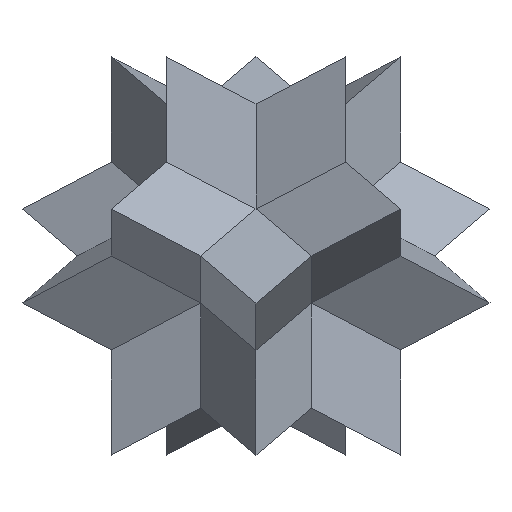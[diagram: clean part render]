
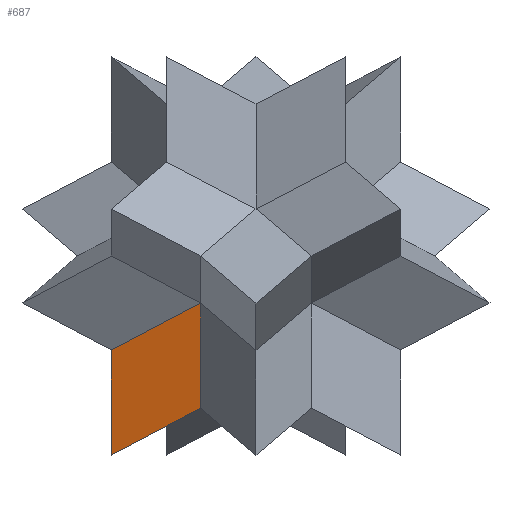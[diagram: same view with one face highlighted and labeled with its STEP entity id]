
A CAD part, front view. The second image highlights one B-rep face of the part: STEP entity #687.
In plain terms, the highlighted free-form (B-spline) face has degree [3, 3] with [4, 4] control points.
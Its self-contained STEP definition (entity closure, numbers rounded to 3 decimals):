
#33 = EDGE_CURVE ( 'NONE', #250, #223, #935, .T. ) ;
#76 = EDGE_CURVE ( 'NONE', #250, #617, #1568, .T. ) ;
#79 = CARTESIAN_POINT ( 'NONE',  ( -22.92, -11.312, -29.615 ) ) ;
#88 = ORIENTED_EDGE ( 'NONE', *, *, #76, .F. ) ;
#167 = B_SPLINE_SURFACE_WITH_KNOTS ( 'NONE', 3, 3, ( 
 ( #2049, #1508, #1165, #295 ),
 ( #255, #1352, #79, #960 ),
 ( #469, #2062, #443, #431 ),
 ( #456, #773, #418, #1328 ) ),
 .UNSPECIFIED., .F., .F., .F.,
 ( 4, 4 ),
 ( 4, 4 ),
 ( 0., 1. ),
 ( 0., 1. ),
 .UNSPECIFIED. ) ;
#223 = VERTEX_POINT ( 'NONE', #906 ) ;
#248 = CARTESIAN_POINT ( 'NONE',  ( -11.026, -15.177, -9.38 ) ) ;
#250 = VERTEX_POINT ( 'NONE', #519 ) ;
#255 = CARTESIAN_POINT ( 'NONE',  ( -22.92, -11.312, -15.633 ) ) ;
#261 = CARTESIAN_POINT ( 'NONE',  ( -16.973, -13.244, -12.506 ) ) ;
#285 = CARTESIAN_POINT ( 'NONE',  ( -11.026, -15.177, -30.353 ) ) ;
#295 = CARTESIAN_POINT ( 'NONE',  ( -28.868, -9.38, -39.733 ) ) ;
#347 = CARTESIAN_POINT ( 'NONE',  ( -11.026, -15.177, -30.353 ) ) ;
#418 = CARTESIAN_POINT ( 'NONE',  ( -11.026, -15.177, -23.362 ) ) ;
#431 = CARTESIAN_POINT ( 'NONE',  ( -16.973, -13.244, -33.48 ) ) ;
#443 = CARTESIAN_POINT ( 'NONE',  ( -16.973, -13.244, -26.488 ) ) ;
#456 = CARTESIAN_POINT ( 'NONE',  ( -11.026, -15.177, -9.38 ) ) ;
#469 = CARTESIAN_POINT ( 'NONE',  ( -16.973, -13.244, -12.506 ) ) ;
#519 = CARTESIAN_POINT ( 'NONE',  ( -11.026, -15.177, -9.38 ) ) ;
#551 = EDGE_CURVE ( 'NONE', #223, #794, #696, .T. ) ;
#568 = CARTESIAN_POINT ( 'NONE',  ( -11.026, -15.177, -30.353 ) ) ;
#582 = CARTESIAN_POINT ( 'NONE',  ( -11.026, -15.177, -23.362 ) ) ;
#603 = CARTESIAN_POINT ( 'NONE',  ( -28.868, -9.38, -39.733 ) ) ;
#617 = VERTEX_POINT ( 'NONE', #285 ) ;
#654 = ORIENTED_EDGE ( 'NONE', *, *, #33, .T. ) ;
#687 = ADVANCED_FACE ( 'NONE', ( #2074 ), #167, .F. ) ;
#696 = B_SPLINE_CURVE_WITH_KNOTS ( 'NONE', 3,
 ( #2012, #1116, #1303, #2024 ),
 .UNSPECIFIED., .F., .F.,
 ( 4, 4 ),
 ( 0., 1. ),
 .UNSPECIFIED. ) ;
#706 = CARTESIAN_POINT ( 'NONE',  ( -11.026, -15.177, -9.38 ) ) ;
#773 = CARTESIAN_POINT ( 'NONE',  ( -11.026, -15.177, -16.371 ) ) ;
#794 = VERTEX_POINT ( 'NONE', #603 ) ;
#906 = CARTESIAN_POINT ( 'NONE',  ( -28.868, -9.38, -18.759 ) ) ;
#912 = ORIENTED_EDGE ( 'NONE', *, *, #1243, .F. ) ;
#935 = B_SPLINE_CURVE_WITH_KNOTS ( 'NONE', 3,
 ( #248, #261, #1170, #967 ),
 .UNSPECIFIED., .F., .F.,
 ( 4, 4 ),
 ( 0., 1. ),
 .UNSPECIFIED. ) ;
#960 = CARTESIAN_POINT ( 'NONE',  ( -22.92, -11.312, -36.606 ) ) ;
#967 = CARTESIAN_POINT ( 'NONE',  ( -28.868, -9.38, -18.759 ) ) ;
#989 = ORIENTED_EDGE ( 'NONE', *, *, #551, .T. ) ;
#1116 = CARTESIAN_POINT ( 'NONE',  ( -28.868, -9.38, -25.75 ) ) ;
#1165 = CARTESIAN_POINT ( 'NONE',  ( -28.868, -9.38, -32.742 ) ) ;
#1170 = CARTESIAN_POINT ( 'NONE',  ( -22.92, -11.312, -15.633 ) ) ;
#1187 = EDGE_LOOP ( 'NONE', ( #654, #989, #912, #88 ) ) ;
#1243 = EDGE_CURVE ( 'NONE', #617, #794, #2268, .T. ) ;
#1303 = CARTESIAN_POINT ( 'NONE',  ( -28.868, -9.38, -32.742 ) ) ;
#1328 = CARTESIAN_POINT ( 'NONE',  ( -11.026, -15.177, -30.353 ) ) ;
#1352 = CARTESIAN_POINT ( 'NONE',  ( -22.92, -11.312, -22.624 ) ) ;
#1508 = CARTESIAN_POINT ( 'NONE',  ( -28.868, -9.38, -25.75 ) ) ;
#1568 = B_SPLINE_CURVE_WITH_KNOTS ( 'NONE', 3,
 ( #706, #2191, #582, #568 ),
 .UNSPECIFIED., .F., .F.,
 ( 4, 4 ),
 ( 0., 1. ),
 .UNSPECIFIED. ) ;
#1626 = CARTESIAN_POINT ( 'NONE',  ( -16.973, -13.244, -33.48 ) ) ;
#1779 = CARTESIAN_POINT ( 'NONE',  ( -28.868, -9.38, -39.733 ) ) ;
#2012 = CARTESIAN_POINT ( 'NONE',  ( -28.868, -9.38, -18.759 ) ) ;
#2024 = CARTESIAN_POINT ( 'NONE',  ( -28.868, -9.38, -39.733 ) ) ;
#2049 = CARTESIAN_POINT ( 'NONE',  ( -28.868, -9.38, -18.759 ) ) ;
#2062 = CARTESIAN_POINT ( 'NONE',  ( -16.973, -13.244, -19.497 ) ) ;
#2074 = FACE_OUTER_BOUND ( 'NONE', #1187, .T. ) ;
#2191 = CARTESIAN_POINT ( 'NONE',  ( -11.026, -15.177, -16.371 ) ) ;
#2268 = B_SPLINE_CURVE_WITH_KNOTS ( 'NONE', 3,
 ( #347, #1626, #2325, #1779 ),
 .UNSPECIFIED., .F., .F.,
 ( 4, 4 ),
 ( 0., 1. ),
 .UNSPECIFIED. ) ;
#2325 = CARTESIAN_POINT ( 'NONE',  ( -22.92, -11.312, -36.606 ) ) ;
